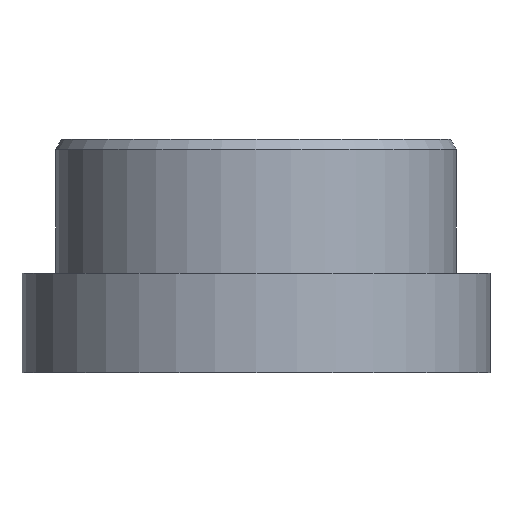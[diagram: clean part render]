
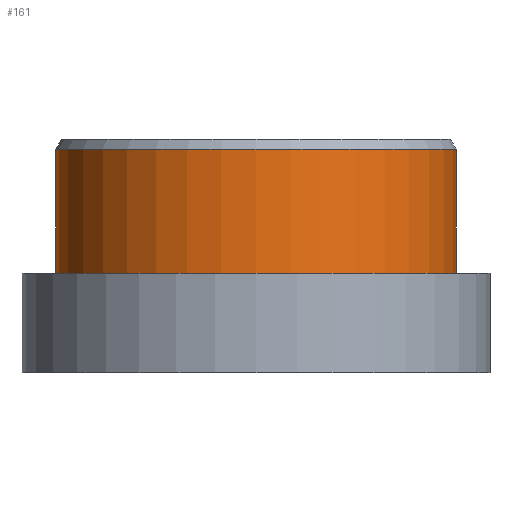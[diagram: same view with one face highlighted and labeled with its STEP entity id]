
A CAD part, front view. The second image highlights one B-rep face of the part: STEP entity #161.
In plain terms, the highlighted cylindrical face has radius 20.2 mm (diameter 40.4 mm), a partial arc.
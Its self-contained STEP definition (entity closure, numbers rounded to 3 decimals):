
#5 = CARTESIAN_POINT ( 'NONE',  ( -20.2, 0., 23.5 ) ) ;
#15 = VERTEX_POINT ( 'NONE', #150 ) ;
#19 = CARTESIAN_POINT ( 'NONE',  ( 0., 0., 10. ) ) ;
#22 = AXIS2_PLACEMENT_3D ( 'NONE', #19, #292, #232 ) ;
#23 = ORIENTED_EDGE ( 'NONE', *, *, #297, .T. ) ;
#42 = CARTESIAN_POINT ( 'NONE',  ( 20.2, 0., 23.5 ) ) ;
#51 = VERTEX_POINT ( 'NONE', #298 ) ;
#54 = AXIS2_PLACEMENT_3D ( 'NONE', #189, #132, #368 ) ;
#69 = DIRECTION ( 'NONE',  ( 0., 0., -1. ) ) ;
#84 = CYLINDRICAL_SURFACE ( 'NONE', #54, 20.2 ) ;
#86 = DIRECTION ( 'NONE',  ( 1., 0., 0. ) ) ;
#90 = VERTEX_POINT ( 'NONE', #268 ) ;
#98 = ORIENTED_EDGE ( 'NONE', *, *, #235, .F. ) ;
#105 = LINE ( 'NONE', #5, #193 ) ;
#113 = ORIENTED_EDGE ( 'NONE', *, *, #335, .T. ) ;
#123 = EDGE_LOOP ( 'NONE', ( #98, #113, #23, #179 ) ) ;
#130 = CARTESIAN_POINT ( 'NONE',  ( 20.2, 0., 10. ) ) ;
#132 = DIRECTION ( 'NONE',  ( 0., 0., -1. ) ) ;
#134 = CIRCLE ( 'NONE', #173, 20.2 ) ;
#143 = VERTEX_POINT ( 'NONE', #130 ) ;
#150 = CARTESIAN_POINT ( 'NONE',  ( -20.2, 0., 22.5 ) ) ;
#161 = ADVANCED_FACE ( 'NONE', ( #251 ), #84, .T. ) ;
#172 = DIRECTION ( 'NONE',  ( 0., 0., -1. ) ) ;
#173 = AXIS2_PLACEMENT_3D ( 'NONE', #260, #172, #86 ) ;
#174 = DIRECTION ( 'NONE',  ( 0., 0., -1. ) ) ;
#179 = ORIENTED_EDGE ( 'NONE', *, *, #353, .T. ) ;
#189 = CARTESIAN_POINT ( 'NONE',  ( 0., 0., 23.5 ) ) ;
#193 = VECTOR ( 'NONE', #174, 1000. ) ;
#232 = DIRECTION ( 'NONE',  ( 1., 0., 0. ) ) ;
#235 = EDGE_CURVE ( 'NONE', #90, #143, #250, .T. ) ;
#250 = LINE ( 'NONE', #42, #287 ) ;
#251 = FACE_OUTER_BOUND ( 'NONE', #123, .T. ) ;
#260 = CARTESIAN_POINT ( 'NONE',  ( 0., 0., 22.5 ) ) ;
#268 = CARTESIAN_POINT ( 'NONE',  ( 20.2, 0., 22.5 ) ) ;
#287 = VECTOR ( 'NONE', #69, 1000. ) ;
#292 = DIRECTION ( 'NONE',  ( 0., 0., 1. ) ) ;
#297 = EDGE_CURVE ( 'NONE', #15, #51, #105, .T. ) ;
#298 = CARTESIAN_POINT ( 'NONE',  ( -20.2, 0., 10. ) ) ;
#309 = CIRCLE ( 'NONE', #22, 20.2 ) ;
#335 = EDGE_CURVE ( 'NONE', #90, #15, #134, .T. ) ;
#353 = EDGE_CURVE ( 'NONE', #51, #143, #309, .T. ) ;
#368 = DIRECTION ( 'NONE',  ( -1., 0., 0. ) ) ;
